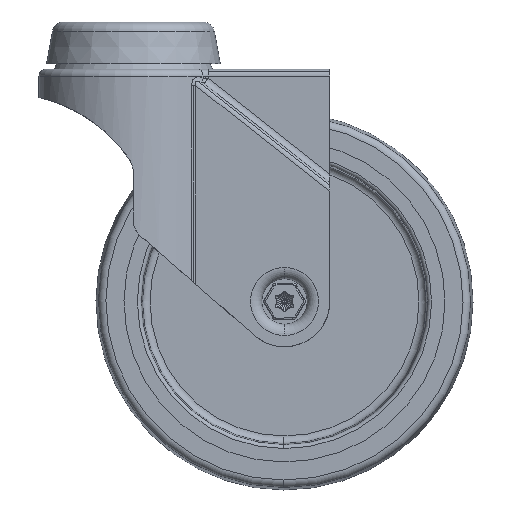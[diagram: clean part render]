
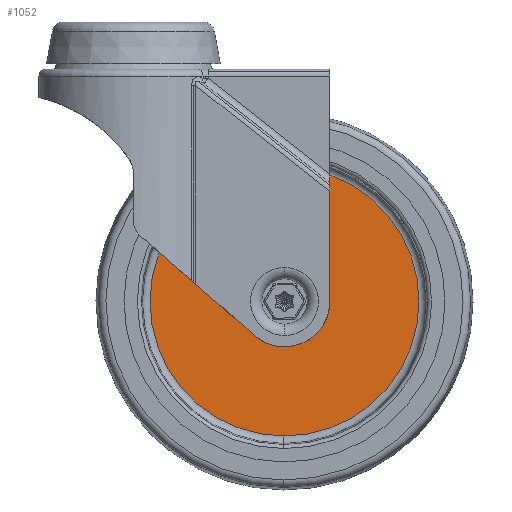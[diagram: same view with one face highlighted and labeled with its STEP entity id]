
A CAD part, front view. The second image highlights one B-rep face of the part: STEP entity #1052.
In plain terms, the highlighted planar face has unit normal (0, -1, 0).
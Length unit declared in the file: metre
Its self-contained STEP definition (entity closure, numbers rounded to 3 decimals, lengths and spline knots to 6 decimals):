
#1052=ADVANCED_FACE('',(#1706,#1707),#1708,.T.);
#1706=FACE_OUTER_BOUND('',#3730,.T.);
#1707=FACE_BOUND('',#3731,.T.);
#1708=PLANE('',#3732);
#3730=EDGE_LOOP('',(#12817,#12818,#12819));
#3731=EDGE_LOOP('',(#12820,#12821,#12822));
#3732=AXIS2_PLACEMENT_3D('',#12823,#12824,#12825);
#12817=ORIENTED_EDGE('',*,*,#14798,.F.);
#12818=ORIENTED_EDGE('',*,*,#14799,.F.);
#12819=ORIENTED_EDGE('',*,*,#14719,.F.);
#12820=ORIENTED_EDGE('',*,*,#14796,.T.);
#12821=ORIENTED_EDGE('',*,*,#14727,.T.);
#12822=ORIENTED_EDGE('',*,*,#14797,.T.);
#12823=CARTESIAN_POINT('',(-0.023804,-0.003,0.0));
#12824=DIRECTION('',(0.,-1.0,0.0));
#12825=DIRECTION('',(1.0,0.,0.0));
#14719=EDGE_CURVE('',#15907,#15910,#15911,.T.);
#14727=EDGE_CURVE('',#15918,#15924,#15926,.T.);
#14796=EDGE_CURVE('',#16037,#15918,#16038,.T.);
#14797=EDGE_CURVE('',#15924,#16037,#16039,.T.);
#14798=EDGE_CURVE('',#16040,#15907,#16041,.T.);
#14799=EDGE_CURVE('',#15910,#16040,#16042,.T.);
#15907=VERTEX_POINT('',#18206);
#15910=VERTEX_POINT('',#18209);
#15911=CIRCLE('',#18210,0.035608);
#15918=VERTEX_POINT('',#18217);
#15924=VERTEX_POINT('',#18223);
#15926=CIRCLE('',#18225,0.012);
#16037=VERTEX_POINT('',#18350);
#16038=CIRCLE('',#18351,0.012);
#16039=CIRCLE('',#18352,0.012);
#16040=VERTEX_POINT('',#18353);
#16041=CIRCLE('',#18354,0.035608);
#16042=CIRCLE('',#18355,0.035608);
#18206=CARTESIAN_POINT('',(0.,-0.003,0.035608));
#18209=CARTESIAN_POINT('',(0.,-0.003,-0.035608));
#18210=AXIS2_PLACEMENT_3D('',#29134,#29135,#29136);
#18217=CARTESIAN_POINT('',(0.,-0.003,0.012));
#18223=CARTESIAN_POINT('',(0.,-0.003,-0.012));
#18225=AXIS2_PLACEMENT_3D('',#29158,#29159,#29160);
#18350=CARTESIAN_POINT('',(-0.012,-0.003,0.0));
#18351=AXIS2_PLACEMENT_3D('',#29337,#29338,#29339);
#18352=AXIS2_PLACEMENT_3D('',#29340,#29341,#29342);
#18353=CARTESIAN_POINT('',(-0.035608,-0.003,0.0));
#18354=AXIS2_PLACEMENT_3D('',#29343,#29344,#29345);
#18355=AXIS2_PLACEMENT_3D('',#29346,#29347,#29348);
#29134=CARTESIAN_POINT('',(0.,-0.003,0.0));
#29135=DIRECTION('',(0.,1.0,0.0));
#29136=DIRECTION('',(-1.0,0.,0.0));
#29158=CARTESIAN_POINT('',(0.,-0.003,0.0));
#29159=DIRECTION('',(0.,1.0,0.0));
#29160=DIRECTION('',(-1.0,0.,0.0));
#29337=CARTESIAN_POINT('',(0.,-0.003,0.0));
#29338=DIRECTION('',(0.,1.0,0.0));
#29339=DIRECTION('',(-1.0,0.,0.0));
#29340=CARTESIAN_POINT('',(0.,-0.003,0.0));
#29341=DIRECTION('',(0.,1.0,0.0));
#29342=DIRECTION('',(-1.0,0.,0.0));
#29343=CARTESIAN_POINT('',(0.,-0.003,0.0));
#29344=DIRECTION('',(0.,1.0,0.0));
#29345=DIRECTION('',(-1.0,0.,0.0));
#29346=CARTESIAN_POINT('',(0.,-0.003,0.0));
#29347=DIRECTION('',(0.,1.0,0.0));
#29348=DIRECTION('',(-1.0,0.,0.0));
